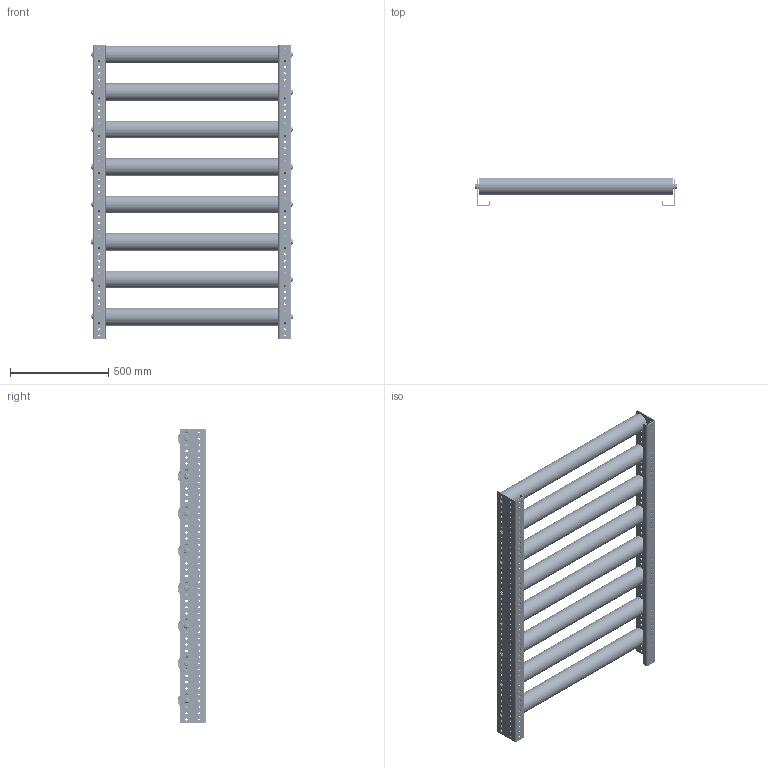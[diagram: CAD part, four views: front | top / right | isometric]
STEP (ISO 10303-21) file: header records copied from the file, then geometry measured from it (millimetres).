
FILE_DESCRIPTION (( 'STEP AP214' ), '1' );
FILE_NAME ('0035571.step', '2024-10-30T10:22:24', ( '' ), ( '' ), 'SwSTEP 2.0', 'SolidWorks 2020', '' );
FILE_SCHEMA (( 'AUTOMOTIVE_DESIGN' ));
Length unit declared in the file: millimetre
Products named in the file (7): S116812_Profil-SRB-135-65-29x5_KFG_S116812_Profil_SRB-135-65-25x5-L=1500; S117907_TRKS-89x3,25-STI-IGM12-EL=1000; 0039783-Achse-ST-Ø20-KFG_A20x1000-IGM12; Tragrollenrohr-Ø89x3,25-ST_KFG_L=986; 0035571; S100928_Sperrzahnschraube-M12x25-8.8_DIN 6921 - M12 x 50 x 50-N; Typ-TRKS-89x3,0-20_Dummy
Assembly tree (30 placements, depth 3):
  0035571
    S116812_Profil-SRB-135-65-29x5_KFG_S116812_Profil_SRB-135-65-25x5-L=1500  x2
    S117907_TRKS-89x3,25-STI-IGM12-EL=1000  x8
      Typ-TRKS-89x3,0-20_Dummy
      Tragrollenrohr-Ø89x3,25-ST_KFG_L=986
      0039783-Achse-ST-Ø20-KFG_A20x1000-IGM12
    S100928_Sperrzahnschraube-M12x25-8.8_DIN 6921 - M12 x 50 x 50-N  x16
Bounding box: 1030 x 144.36 x 1500 mm (x, y, z)
Volume: 13174353 mm3; surface area: 6742451.8 mm2
Topology: 146 solids, 146 shells, 2808 faces, 6300 edges, 3832 vertices
Faces by surface type: cylinder 1268, torus 640, plane 484, cone 288, bspline 128
Entity records: 16943 total; most frequent: DIRECTION 2910, CARTESIAN_POINT 2838, ORIENTED_EDGE 2404, AXIS2_PLACEMENT_3D 1256, EDGE_CURVE 1202, VERTEX_POINT 774, CIRCLE 774, EDGE_LOOP 760
